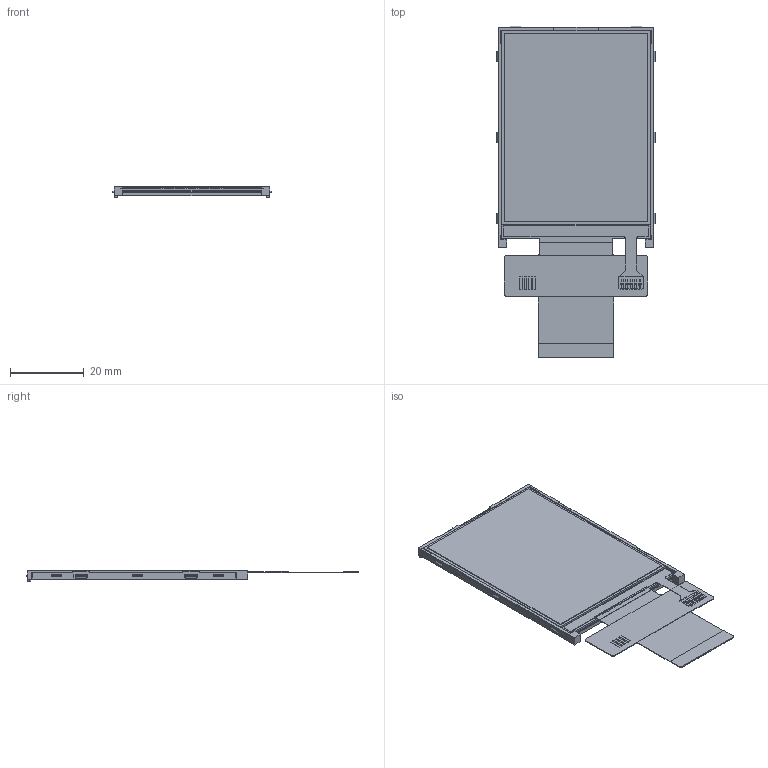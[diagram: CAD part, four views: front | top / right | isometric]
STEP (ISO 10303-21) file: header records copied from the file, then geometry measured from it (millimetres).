
FILE_DESCRIPTION (( 'STEP AP214' ), '1' );
FILE_NAME ('NHD-2.4-240320CF.STEP', '2017-07-31T20:22:53', ( '' ), ( '' ), 'SwSTEP 2.0', 'SolidWorks 2017', '' );
FILE_SCHEMA (( 'AUTOMOTIVE_DESIGN' ));
Length unit declared in the file: millimetre
Products named in the file (7): NHD-2.4-240320CF; lens; frame; Cable 2; Cable; V.A; bezel 2
Assembly tree (6 placements, depth 2):
  NHD-2.4-240320CF
    bezel 2
    V.A
    Cable
    Cable 2
    frame
    lens
Bounding box: 42.92 x 90.16 x 3.17 mm (x, y, z)
Volume: 957 mm3; surface area: 17065.5 mm2
Topology: 4 solids, 6 shells, 1267 faces, 3365 edges, 2196 vertices
Faces by surface type: plane 1169, cylinder 98
Entity records: 40509 total; most frequent: CARTESIAN_POINT 6922, ORIENTED_EDGE 6623, DIRECTION 6031, EDGE_CURVE 3365, LINE 3085, VECTOR 3085, VERTEX_POINT 2196, AXIS2_PLACEMENT_3D 1473
